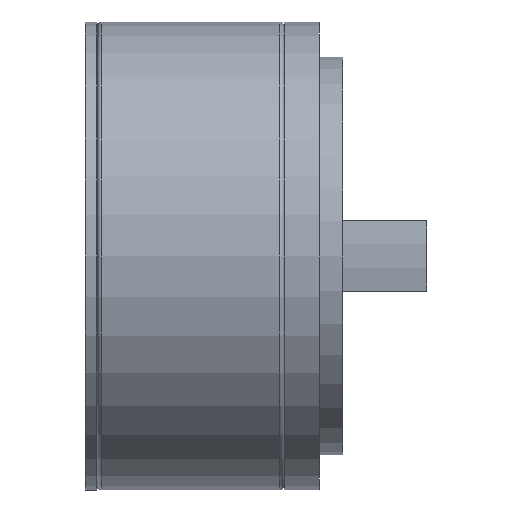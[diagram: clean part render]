
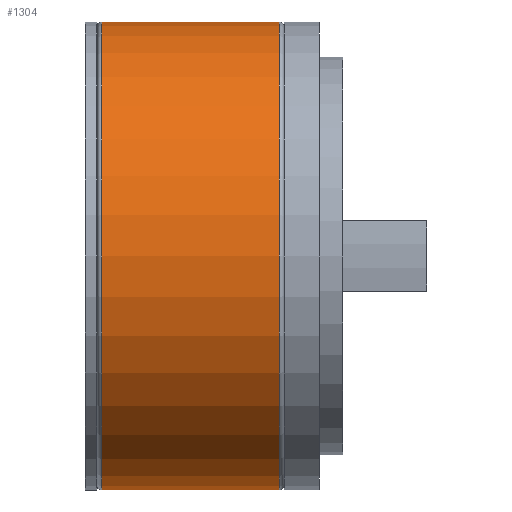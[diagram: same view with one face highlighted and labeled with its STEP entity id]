
A CAD part, left-side view. The second image highlights one B-rep face of the part: STEP entity #1304.
In plain terms, the highlighted cylindrical face has radius 5 mm (diameter 10 mm), a partial arc.
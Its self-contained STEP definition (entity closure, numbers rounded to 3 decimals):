
#2 = CYLINDRICAL_SURFACE ( 'NONE', #199, 5. ) ;
#101 = EDGE_CURVE ( 'NONE', #874, #1685, #306, .T. ) ;
#154 = FACE_OUTER_BOUND ( 'NONE', #1443, .T. ) ;
#163 = CARTESIAN_POINT ( 'NONE',  ( 0., -4.15, 5. ) ) ;
#199 = AXIS2_PLACEMENT_3D ( 'NONE', #852, #1190, #1390 ) ;
#217 = VERTEX_POINT ( 'NONE', #607 ) ;
#299 = LINE ( 'NONE', #634, #1655 ) ;
#306 = CIRCLE ( 'NONE', #596, 5. ) ;
#340 = CARTESIAN_POINT ( 'NONE',  ( 0., -4.25, -5. ) ) ;
#368 = EDGE_CURVE ( 'NONE', #2266, #874, #299, .T. ) ;
#520 = DIRECTION ( 'NONE',  ( 0., -1., 0. ) ) ;
#596 = AXIS2_PLACEMENT_3D ( 'NONE', #1902, #520, #1527 ) ;
#607 = CARTESIAN_POINT ( 'NONE',  ( 0., -4.15, -5. ) ) ;
#622 = DIRECTION ( 'NONE',  ( 0., 0., -1. ) ) ;
#634 = CARTESIAN_POINT ( 'NONE',  ( 0., -4.25, 5. ) ) ;
#689 = ORIENTED_EDGE ( 'NONE', *, *, #743, .T. ) ;
#743 = EDGE_CURVE ( 'NONE', #217, #2266, #1148, .T. ) ;
#852 = CARTESIAN_POINT ( 'NONE',  ( 0., -4.25, 0. ) ) ;
#874 = VERTEX_POINT ( 'NONE', #1348 ) ;
#952 = CARTESIAN_POINT ( 'NONE',  ( 0., -0.35, -5. ) ) ;
#1031 = LINE ( 'NONE', #340, #2246 ) ;
#1148 = CIRCLE ( 'NONE', #2238, 5. ) ;
#1160 = ORIENTED_EDGE ( 'NONE', *, *, #101, .T. ) ;
#1181 = CARTESIAN_POINT ( 'NONE',  ( 0., -4.15, 0. ) ) ;
#1190 = DIRECTION ( 'NONE',  ( 0., 1., 0. ) ) ;
#1304 = ADVANCED_FACE ( 'NONE', ( #154 ), #2, .T. ) ;
#1338 = DIRECTION ( 'NONE',  ( 0., 1., 0. ) ) ;
#1348 = CARTESIAN_POINT ( 'NONE',  ( 0., -0.35, 5. ) ) ;
#1390 = DIRECTION ( 'NONE',  ( 0., 0., 1. ) ) ;
#1398 = ORIENTED_EDGE ( 'NONE', *, *, #368, .T. ) ;
#1424 = EDGE_CURVE ( 'NONE', #217, #1685, #1031, .T. ) ;
#1443 = EDGE_LOOP ( 'NONE', ( #1520, #689, #1398, #1160 ) ) ;
#1520 = ORIENTED_EDGE ( 'NONE', *, *, #1424, .F. ) ;
#1527 = DIRECTION ( 'NONE',  ( 0., 0., -1. ) ) ;
#1655 = VECTOR ( 'NONE', #1338, 1000. ) ;
#1685 = VERTEX_POINT ( 'NONE', #952 ) ;
#1902 = CARTESIAN_POINT ( 'NONE',  ( 0., -0.35, 0. ) ) ;
#2057 = DIRECTION ( 'NONE',  ( 0., 1., 0. ) ) ;
#2238 = AXIS2_PLACEMENT_3D ( 'NONE', #1181, #2057, #622 ) ;
#2246 = VECTOR ( 'NONE', #2254, 1000. ) ;
#2254 = DIRECTION ( 'NONE',  ( 0., 1., 0. ) ) ;
#2266 = VERTEX_POINT ( 'NONE', #163 ) ;
